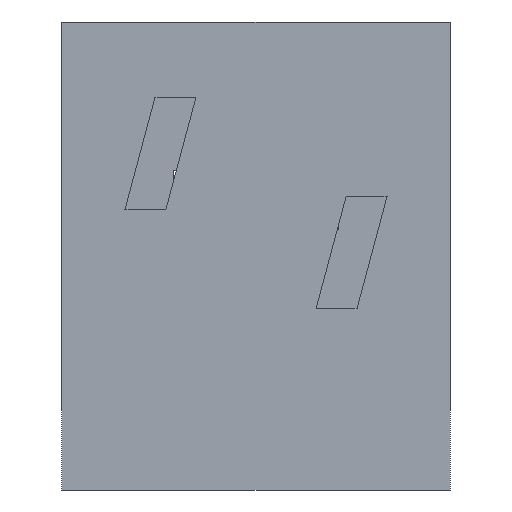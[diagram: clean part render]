
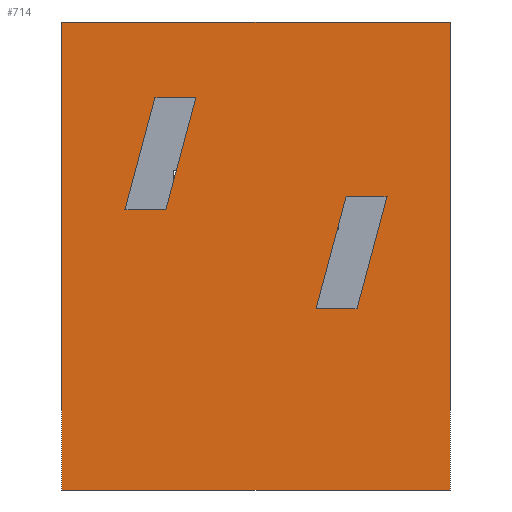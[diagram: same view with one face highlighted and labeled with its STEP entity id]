
A CAD part, left-side view. The second image highlights one B-rep face of the part: STEP entity #714.
In plain terms, the highlighted planar face has unit normal (-1, 0, 0).
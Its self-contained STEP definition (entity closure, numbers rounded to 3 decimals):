
#21=FACE_BOUND('',#97,.T.);
#22=FACE_BOUND('',#98,.T.);
#56=FACE_OUTER_BOUND('',#96,.T.);
#96=EDGE_LOOP('',(#603,#604,#605,#606));
#97=EDGE_LOOP('',(#607,#608,#609,#610));
#98=EDGE_LOOP('',(#611,#612,#613,#614));
#157=LINE('',#1037,#253);
#161=LINE('',#1044,#257);
#164=LINE('',#1050,#260);
#166=LINE('',#1053,#262);
#169=LINE('',#1061,#265);
#173=LINE('',#1068,#269);
#176=LINE('',#1074,#272);
#178=LINE('',#1077,#274);
#184=LINE('',#1091,#280);
#195=LINE('',#1112,#291);
#196=LINE('',#1115,#292);
#197=LINE('',#1116,#293);
#253=VECTOR('',#853,10.);
#257=VECTOR('',#859,10.);
#260=VECTOR('',#864,10.);
#262=VECTOR('',#868,10.);
#265=VECTOR('',#873,10.);
#269=VECTOR('',#879,10.);
#272=VECTOR('',#884,10.);
#274=VECTOR('',#888,10.);
#280=VECTOR('',#896,10.);
#291=VECTOR('',#915,10.);
#292=VECTOR('',#918,10.);
#293=VECTOR('',#919,10.);
#333=VERTEX_POINT('',#1034);
#334=VERTEX_POINT('',#1036);
#336=VERTEX_POINT('',#1042);
#338=VERTEX_POINT('',#1048);
#341=VERTEX_POINT('',#1058);
#342=VERTEX_POINT('',#1060);
#344=VERTEX_POINT('',#1066);
#346=VERTEX_POINT('',#1072);
#352=VERTEX_POINT('',#1088);
#353=VERTEX_POINT('',#1090);
#359=VERTEX_POINT('',#1110);
#360=VERTEX_POINT('',#1114);
#413=EDGE_CURVE('',#334,#333,#157,.T.);
#417=EDGE_CURVE('',#333,#336,#161,.T.);
#420=EDGE_CURVE('',#336,#338,#164,.T.);
#422=EDGE_CURVE('',#338,#334,#166,.T.);
#425=EDGE_CURVE('',#342,#341,#169,.T.);
#429=EDGE_CURVE('',#341,#344,#173,.T.);
#432=EDGE_CURVE('',#344,#346,#176,.T.);
#434=EDGE_CURVE('',#346,#342,#178,.T.);
#440=EDGE_CURVE('',#352,#353,#184,.T.);
#451=EDGE_CURVE('',#352,#359,#195,.T.);
#452=EDGE_CURVE('',#360,#359,#196,.T.);
#453=EDGE_CURVE('',#353,#360,#197,.T.);
#603=ORIENTED_EDGE('',*,*,#451,.T.);
#604=ORIENTED_EDGE('',*,*,#452,.F.);
#605=ORIENTED_EDGE('',*,*,#453,.F.);
#606=ORIENTED_EDGE('',*,*,#440,.F.);
#607=ORIENTED_EDGE('',*,*,#413,.T.);
#608=ORIENTED_EDGE('',*,*,#417,.T.);
#609=ORIENTED_EDGE('',*,*,#420,.T.);
#610=ORIENTED_EDGE('',*,*,#422,.T.);
#611=ORIENTED_EDGE('',*,*,#425,.T.);
#612=ORIENTED_EDGE('',*,*,#429,.T.);
#613=ORIENTED_EDGE('',*,*,#432,.T.);
#614=ORIENTED_EDGE('',*,*,#434,.T.);
#680=PLANE('',#762);
#714=ADVANCED_FACE('',(#56,#21,#22),#680,.T.);
#762=AXIS2_PLACEMENT_3D('',#1113,#916,#917);
#853=DIRECTION('',(0.,-0.259,0.966));
#859=DIRECTION('',(0.,-1.,0.));
#864=DIRECTION('',(0.,0.259,-0.966));
#868=DIRECTION('',(0.,1.,0.));
#873=DIRECTION('',(0.,-1.,0.));
#879=DIRECTION('',(0.,0.259,-0.966));
#884=DIRECTION('',(0.,1.,0.));
#888=DIRECTION('',(0.,-0.259,0.966));
#896=DIRECTION('',(0.,0.,-1.));
#915=DIRECTION('',(0.,1.,0.));
#916=DIRECTION('center_axis',(-1.,0.,0.));
#917=DIRECTION('ref_axis',(0.,0.,1.));
#918=DIRECTION('',(0.,0.,1.));
#919=DIRECTION('',(0.,1.,0.));
#1034=CARTESIAN_POINT('',(-2.85,-1.367,0.9));
#1036=CARTESIAN_POINT('',(-2.85,-0.912,-0.8));
#1037=CARTESIAN_POINT('',(-2.85,-0.765,-1.347));
#1042=CARTESIAN_POINT('',(-2.85,-1.988,0.9));
#1044=CARTESIAN_POINT('',(-2.85,-0.994,0.9));
#1048=CARTESIAN_POINT('',(-2.85,-1.533,-0.8));
#1050=CARTESIAN_POINT('',(-2.85,-1.138,-2.274));
#1053=CARTESIAN_POINT('',(-2.85,-0.456,-0.8));
#1058=CARTESIAN_POINT('',(-2.85,0.912,2.4));
#1060=CARTESIAN_POINT('',(-2.85,1.533,2.4));
#1061=CARTESIAN_POINT('',(-2.85,0.456,2.4));
#1066=CARTESIAN_POINT('',(-2.85,1.367,0.7));
#1068=CARTESIAN_POINT('',(-2.85,1.853,-1.112));
#1072=CARTESIAN_POINT('',(-2.85,1.988,0.7));
#1074=CARTESIAN_POINT('',(-2.85,0.994,0.7));
#1077=CARTESIAN_POINT('',(-2.85,2.225,-0.184));
#1088=CARTESIAN_POINT('',(-2.85,-2.95,3.55));
#1090=CARTESIAN_POINT('',(-2.85,-2.95,-3.55));
#1091=CARTESIAN_POINT('',(-2.85,-2.95,-3.55));
#1110=CARTESIAN_POINT('',(-2.85,2.95,3.55));
#1112=CARTESIAN_POINT('',(-2.85,0.,3.55));
#1113=CARTESIAN_POINT('Origin',(-2.85,0.,-3.55));
#1114=CARTESIAN_POINT('',(-2.85,2.95,-3.55));
#1115=CARTESIAN_POINT('',(-2.85,2.95,-3.55));
#1116=CARTESIAN_POINT('',(-2.85,0.,-3.55));
